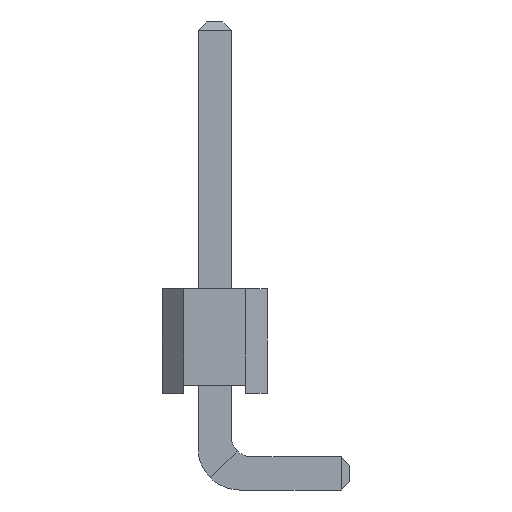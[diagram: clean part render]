
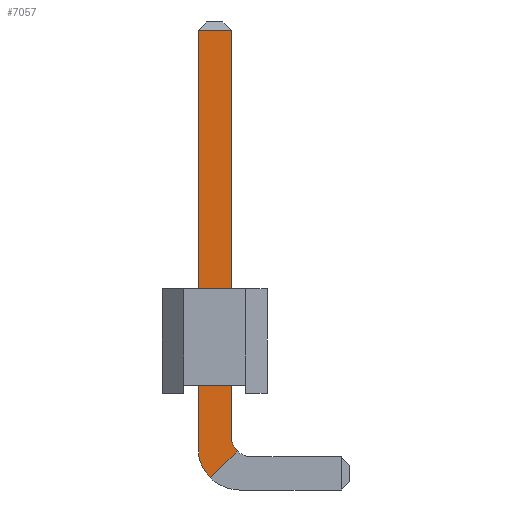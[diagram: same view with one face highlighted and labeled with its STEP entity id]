
A CAD part, front view. The second image highlights one B-rep face of the part: STEP entity #7057.
In plain terms, the highlighted planar face has unit normal (0, -1, 0).
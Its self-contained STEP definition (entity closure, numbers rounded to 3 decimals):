
#6314 = PLANE('',#6315);
#6315 = AXIS2_PLACEMENT_3D('',#6316,#6317,#6318);
#6316 = CARTESIAN_POINT('',(0.4,-12.3,9.));
#6317 = DIRECTION('',(1.,0.,0.));
#6318 = DIRECTION('',(0.,-1.,0.));
#6347 = CYLINDRICAL_SURFACE('',#6348,0.5);
#6348 = AXIS2_PLACEMENT_3D('',#6349,#6350,#6351);
#6349 = CARTESIAN_POINT('',(0.9,-12.3,-1.04));
#6350 = DIRECTION('',(0.,-1.,0.));
#6351 = DIRECTION('',(-1.,0.,0.));
#6408 = CYLINDRICAL_SURFACE('',#6409,1.);
#6409 = AXIS2_PLACEMENT_3D('',#6410,#6411,#6412);
#6410 = CARTESIAN_POINT('',(0.6,-12.3,-1.34));
#6411 = DIRECTION('',(-0.,-1.,0.));
#6412 = DIRECTION('',(-1.,0.,0.));
#6436 = PLANE('',#6437);
#6437 = AXIS2_PLACEMENT_3D('',#6438,#6439,#6440);
#6438 = CARTESIAN_POINT('',(-0.4,-13.1,9.));
#6439 = DIRECTION('',(-1.,0.,0.));
#6440 = DIRECTION('',(0.,1.,0.));
#6479 = VERTEX_POINT('',#6480);
#6480 = CARTESIAN_POINT('',(0.4,-13.1,8.8));
#6506 = EDGE_CURVE('',#6479,#6507,#6509,.T.);
#6507 = VERTEX_POINT('',#6508);
#6508 = CARTESIAN_POINT('',(0.4,-13.1,-1.04));
#6509 = SURFACE_CURVE('',#6510,(#6514,#6521),.PCURVE_S1.);
#6510 = LINE('',#6511,#6512);
#6511 = CARTESIAN_POINT('',(0.4,-13.1,9.));
#6512 = VECTOR('',#6513,1.);
#6513 = DIRECTION('',(0.,0.,-1.));
#6514 = PCURVE('',#6314,#6515);
#6515 = DEFINITIONAL_REPRESENTATION('',(#6516),#6520);
#6516 = LINE('',#6517,#6518);
#6517 = CARTESIAN_POINT('',(0.8,0.));
#6518 = VECTOR('',#6519,1.);
#6519 = DIRECTION('',(0.,1.));
#6520 = ( GEOMETRIC_REPRESENTATION_CONTEXT(2) 
PARAMETRIC_REPRESENTATION_CONTEXT() REPRESENTATION_CONTEXT('2D SPACE',''
  ) );
#6521 = PCURVE('',#6522,#6527);
#6522 = PLANE('',#6523);
#6523 = AXIS2_PLACEMENT_3D('',#6524,#6525,#6526);
#6524 = CARTESIAN_POINT('',(0.4,-13.1,9.));
#6525 = DIRECTION('',(-0.,-1.,0.));
#6526 = DIRECTION('',(-1.,0.,0.));
#6527 = DEFINITIONAL_REPRESENTATION('',(#6528),#6532);
#6528 = LINE('',#6529,#6530);
#6529 = CARTESIAN_POINT('',(0.,0.));
#6530 = VECTOR('',#6531,1.);
#6531 = DIRECTION('',(0.,1.));
#6532 = ( GEOMETRIC_REPRESENTATION_CONTEXT(2) 
PARAMETRIC_REPRESENTATION_CONTEXT() REPRESENTATION_CONTEXT('2D SPACE',''
  ) );
#6697 = VERTEX_POINT('',#6698);
#6698 = CARTESIAN_POINT('',(0.546,-13.1,-1.394));
#6713 = PLANE('',#6714);
#6714 = AXIS2_PLACEMENT_3D('',#6715,#6716,#6717);
#6715 = CARTESIAN_POINT('',(0.,-13.1,-1.54));
#6716 = DIRECTION('',(0.,-1.,0.));
#6717 = DIRECTION('',(0.,0.,-1.));
#6725 = EDGE_CURVE('',#6507,#6697,#6726,.T.);
#6726 = SURFACE_CURVE('',#6727,(#6732,#6739),.PCURVE_S1.);
#6727 = CIRCLE('',#6728,0.5);
#6728 = AXIS2_PLACEMENT_3D('',#6729,#6730,#6731);
#6729 = CARTESIAN_POINT('',(0.9,-13.1,-1.04));
#6730 = DIRECTION('',(0.,-1.,0.));
#6731 = DIRECTION('',(0.,0.,-1.));
#6732 = PCURVE('',#6347,#6733);
#6733 = DEFINITIONAL_REPRESENTATION('',(#6734),#6738);
#6734 = LINE('',#6735,#6736);
#6735 = CARTESIAN_POINT('',(-4.712,0.8));
#6736 = VECTOR('',#6737,1.);
#6737 = DIRECTION('',(1.,0.));
#6738 = ( GEOMETRIC_REPRESENTATION_CONTEXT(2) 
PARAMETRIC_REPRESENTATION_CONTEXT() REPRESENTATION_CONTEXT('2D SPACE',''
  ) );
#6739 = PCURVE('',#6522,#6740);
#6740 = DEFINITIONAL_REPRESENTATION('',(#6741),#6745);
#6741 = CIRCLE('',#6742,0.5);
#6742 = AXIS2_PLACEMENT_2D('',#6743,#6744);
#6743 = CARTESIAN_POINT('',(-0.5,10.04));
#6744 = DIRECTION('',(0.,1.));
#6745 = ( GEOMETRIC_REPRESENTATION_CONTEXT(2) 
PARAMETRIC_REPRESENTATION_CONTEXT() REPRESENTATION_CONTEXT('2D SPACE',''
  ) );
#6751 = EDGE_CURVE('',#6752,#6754,#6756,.T.);
#6752 = VERTEX_POINT('',#6753);
#6753 = CARTESIAN_POINT('',(-0.4,-13.1,8.8));
#6754 = VERTEX_POINT('',#6755);
#6755 = CARTESIAN_POINT('',(-0.4,-13.1,-1.34));
#6756 = SURFACE_CURVE('',#6757,(#6761,#6768),.PCURVE_S1.);
#6757 = LINE('',#6758,#6759);
#6758 = CARTESIAN_POINT('',(-0.4,-13.1,9.));
#6759 = VECTOR('',#6760,1.);
#6760 = DIRECTION('',(0.,0.,-1.));
#6761 = PCURVE('',#6436,#6762);
#6762 = DEFINITIONAL_REPRESENTATION('',(#6763),#6767);
#6763 = LINE('',#6764,#6765);
#6764 = CARTESIAN_POINT('',(0.,0.));
#6765 = VECTOR('',#6766,1.);
#6766 = DIRECTION('',(0.,1.));
#6767 = ( GEOMETRIC_REPRESENTATION_CONTEXT(2) 
PARAMETRIC_REPRESENTATION_CONTEXT() REPRESENTATION_CONTEXT('2D SPACE',''
  ) );
#6768 = PCURVE('',#6522,#6769);
#6769 = DEFINITIONAL_REPRESENTATION('',(#6770),#6774);
#6770 = LINE('',#6771,#6772);
#6771 = CARTESIAN_POINT('',(0.8,0.));
#6772 = VECTOR('',#6773,1.);
#6773 = DIRECTION('',(0.,1.));
#6774 = ( GEOMETRIC_REPRESENTATION_CONTEXT(2) 
PARAMETRIC_REPRESENTATION_CONTEXT() REPRESENTATION_CONTEXT('2D SPACE',''
  ) );
#6958 = VERTEX_POINT('',#6959);
#6959 = CARTESIAN_POINT('',(-0.107,-13.1,-2.047));
#6981 = EDGE_CURVE('',#6754,#6958,#6982,.T.);
#6982 = SURFACE_CURVE('',#6983,(#6988,#6995),.PCURVE_S1.);
#6983 = CIRCLE('',#6984,1.);
#6984 = AXIS2_PLACEMENT_3D('',#6985,#6986,#6987);
#6985 = CARTESIAN_POINT('',(0.6,-13.1,-1.34));
#6986 = DIRECTION('',(0.,-1.,0.));
#6987 = DIRECTION('',(0.,0.,-1.));
#6988 = PCURVE('',#6408,#6989);
#6989 = DEFINITIONAL_REPRESENTATION('',(#6990),#6994);
#6990 = LINE('',#6991,#6992);
#6991 = CARTESIAN_POINT('',(-4.712,0.8));
#6992 = VECTOR('',#6993,1.);
#6993 = DIRECTION('',(1.,0.));
#6994 = ( GEOMETRIC_REPRESENTATION_CONTEXT(2) 
PARAMETRIC_REPRESENTATION_CONTEXT() REPRESENTATION_CONTEXT('2D SPACE',''
  ) );
#6995 = PCURVE('',#6522,#6996);
#6996 = DEFINITIONAL_REPRESENTATION('',(#6997),#7001);
#6997 = CIRCLE('',#6998,1.);
#6998 = AXIS2_PLACEMENT_2D('',#6999,#7000);
#6999 = CARTESIAN_POINT('',(-0.2,10.34));
#7000 = DIRECTION('',(0.,1.));
#7001 = ( GEOMETRIC_REPRESENTATION_CONTEXT(2) 
PARAMETRIC_REPRESENTATION_CONTEXT() REPRESENTATION_CONTEXT('2D SPACE',''
  ) );
#7025 = PLANE('',#7026);
#7026 = AXIS2_PLACEMENT_3D('',#7027,#7028,#7029);
#7027 = CARTESIAN_POINT('',(0.4,-13.,8.9));
#7028 = DIRECTION('',(0.,-0.707,0.707)
  );
#7029 = DIRECTION('',(-1.,0.,0.));
#7057 = ADVANCED_FACE('',(#7058),#6522,.T.);
#7058 = FACE_BOUND('',#7059,.T.);
#7059 = EDGE_LOOP('',(#7060,#7061,#7082,#7083,#7084,#7105));
#7060 = ORIENTED_EDGE('',*,*,#6506,.F.);
#7061 = ORIENTED_EDGE('',*,*,#7062,.T.);
#7062 = EDGE_CURVE('',#6479,#6752,#7063,.T.);
#7063 = SURFACE_CURVE('',#7064,(#7068,#7075),.PCURVE_S1.);
#7064 = LINE('',#7065,#7066);
#7065 = CARTESIAN_POINT('',(0.4,-13.1,8.8));
#7066 = VECTOR('',#7067,1.);
#7067 = DIRECTION('',(-1.,0.,0.));
#7068 = PCURVE('',#6522,#7069);
#7069 = DEFINITIONAL_REPRESENTATION('',(#7070),#7074);
#7070 = LINE('',#7071,#7072);
#7071 = CARTESIAN_POINT('',(0.,0.2));
#7072 = VECTOR('',#7073,1.);
#7073 = DIRECTION('',(1.,0.));
#7074 = ( GEOMETRIC_REPRESENTATION_CONTEXT(2) 
PARAMETRIC_REPRESENTATION_CONTEXT() REPRESENTATION_CONTEXT('2D SPACE',''
  ) );
#7075 = PCURVE('',#7025,#7076);
#7076 = DEFINITIONAL_REPRESENTATION('',(#7077),#7081);
#7077 = LINE('',#7078,#7079);
#7078 = CARTESIAN_POINT('',(0.,0.141));
#7079 = VECTOR('',#7080,1.);
#7080 = DIRECTION('',(1.,0.));
#7081 = ( GEOMETRIC_REPRESENTATION_CONTEXT(2) 
PARAMETRIC_REPRESENTATION_CONTEXT() REPRESENTATION_CONTEXT('2D SPACE',''
  ) );
#7082 = ORIENTED_EDGE('',*,*,#6751,.T.);
#7083 = ORIENTED_EDGE('',*,*,#6981,.T.);
#7084 = ORIENTED_EDGE('',*,*,#7085,.F.);
#7085 = EDGE_CURVE('',#6697,#6958,#7086,.T.);
#7086 = SURFACE_CURVE('',#7087,(#7091,#7098),.PCURVE_S1.);
#7087 = LINE('',#7088,#7089);
#7088 = CARTESIAN_POINT('',(0.4,-13.1,-1.54));
#7089 = VECTOR('',#7090,1.);
#7090 = DIRECTION('',(-0.707,0.,-0.707
    ));
#7091 = PCURVE('',#6522,#7092);
#7092 = DEFINITIONAL_REPRESENTATION('',(#7093),#7097);
#7093 = LINE('',#7094,#7095);
#7094 = CARTESIAN_POINT('',(0.,10.54));
#7095 = VECTOR('',#7096,1.);
#7096 = DIRECTION('',(0.707,0.707));
#7097 = ( GEOMETRIC_REPRESENTATION_CONTEXT(2) 
PARAMETRIC_REPRESENTATION_CONTEXT() REPRESENTATION_CONTEXT('2D SPACE',''
  ) );
#7098 = PCURVE('',#6713,#7099);
#7099 = DEFINITIONAL_REPRESENTATION('',(#7100),#7104);
#7100 = LINE('',#7101,#7102);
#7101 = CARTESIAN_POINT('',(0.,0.4));
#7102 = VECTOR('',#7103,1.);
#7103 = DIRECTION('',(0.707,-0.707));
#7104 = ( GEOMETRIC_REPRESENTATION_CONTEXT(2) 
PARAMETRIC_REPRESENTATION_CONTEXT() REPRESENTATION_CONTEXT('2D SPACE',''
  ) );
#7105 = ORIENTED_EDGE('',*,*,#6725,.F.);
